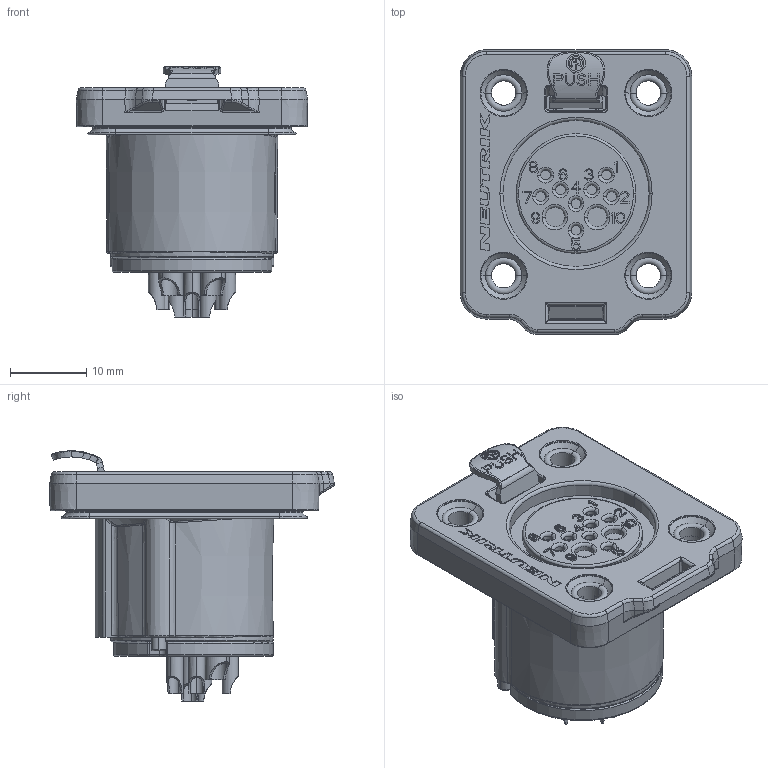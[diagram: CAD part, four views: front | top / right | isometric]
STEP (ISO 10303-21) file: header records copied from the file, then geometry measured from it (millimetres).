
FILE_DESCRIPTION((''),'2;1');
FILE_NAME('30009731','2022-06-15T09:07:45',('SYSTEM'),(''),'CREO PARAMETRIC BY PTC INC, 2021184','CREO PARAMETRIC BY PTC INC, 2021184','');
FILE_SCHEMA(('CONFIG_CONTROL_DESIGN'));
Length unit declared in the file: millimetre
Products named in the file (1): 30009731
Bounding box: 30.4 x 37.4 x 32.86 mm (x, y, z)
Volume: 12528.9 mm3; surface area: 5592.2 mm2
Topology: 1 solids, 2 shells, 1552 faces, 4200 edges, 2727 vertices
Faces by surface type: plane 1117, cylinder 221, torus 90, bspline 79, cone 31, extrusion 10, sphere 4
Entity records: 52569 total; most frequent: CARTESIAN_POINT 14230, ORIENTED_EDGE 8392, DIRECTION 7234, EDGE_CURVE 4200, VECTOR 3152, LINE 3142, VERTEX_POINT 2727, AXIS2_PLACEMENT_3D 2041
